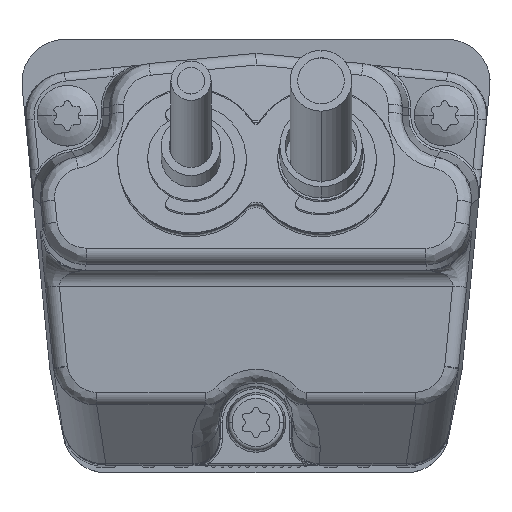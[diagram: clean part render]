
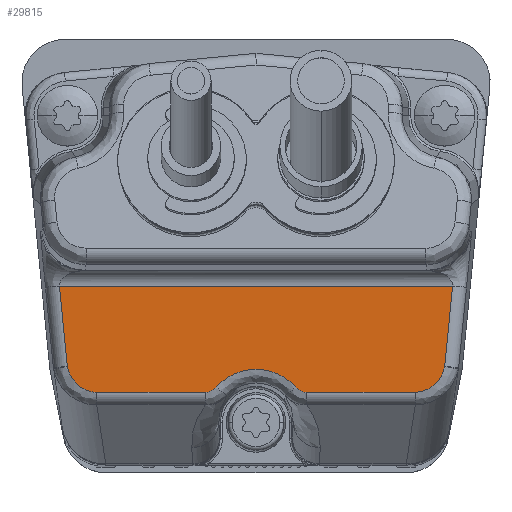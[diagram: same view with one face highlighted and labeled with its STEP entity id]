
A CAD part, top view. The second image highlights one B-rep face of the part: STEP entity #29815.
In plain terms, the highlighted planar face has unit normal (0, -0.035, 0.999).
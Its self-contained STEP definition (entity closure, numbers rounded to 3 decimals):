
#1396=DIRECTION('',(0.194,0.98,0.034));
#1397=VECTOR('',#1396,0.023);
#1398=CARTESIAN_POINT('',(17.407,-9.861,59.391));
#1399=LINE('',#1398,#1397);
#1400=CARTESIAN_POINT('',(14.701,-12.241,59.307));
#1401=CARTESIAN_POINT('',(14.905,-12.24,59.307));
#1402=CARTESIAN_POINT('',(15.306,-12.192,59.309));
#1403=CARTESIAN_POINT('',(15.896,-11.97,59.317));
#1404=CARTESIAN_POINT('',(16.432,-11.607,59.33));
#1405=CARTESIAN_POINT('',(16.883,-11.119,59.347));
#1406=CARTESIAN_POINT('',(17.225,-10.524,59.367));
#1407=CARTESIAN_POINT('',(17.361,-10.091,59.383));
#1408=CARTESIAN_POINT('',(17.407,-9.861,59.391));
#1410=DIRECTION('',(1.,0.,0.));
#1411=VECTOR('',#1410,10.026);
#1412=CARTESIAN_POINT('',(4.674,-12.241,59.307));
#1413=LINE('',#1412,#1411);
#1414=CARTESIAN_POINT('',(3.65,-11.759,59.324));
#1415=CARTESIAN_POINT('',(3.719,-11.836,59.322));
#1416=CARTESIAN_POINT('',(3.866,-11.971,59.317));
#1417=CARTESIAN_POINT('',(4.125,-12.126,59.311));
#1418=CARTESIAN_POINT('',(4.399,-12.22,59.308));
#1419=CARTESIAN_POINT('',(4.582,-12.241,59.307));
#1420=CARTESIAN_POINT('',(4.674,-12.241,59.307));
#1422=CARTESIAN_POINT('',(-3.65,-11.759,
59.324));
#1423=CARTESIAN_POINT('',(-3.383,-11.463,
59.335));
#1424=CARTESIAN_POINT('',(-2.796,-10.951,
59.353));
#1425=CARTESIAN_POINT('',(-1.742,-10.402,
59.372));
#1426=CARTESIAN_POINT('',(-0.592,-10.122,
59.381));
#1427=CARTESIAN_POINT('',(0.592,-10.122,
59.381));
#1428=CARTESIAN_POINT('',(1.742,-10.402,59.372));
#1429=CARTESIAN_POINT('',(2.796,-10.951,59.353));
#1430=CARTESIAN_POINT('',(3.383,-11.463,59.335));
#1431=CARTESIAN_POINT('',(3.65,-11.759,59.324));
#1433=CARTESIAN_POINT('',(-4.674,-12.241,
59.307));
#1434=CARTESIAN_POINT('',(-4.582,-12.241,
59.307));
#1435=CARTESIAN_POINT('',(-4.399,-12.22,
59.308));
#1436=CARTESIAN_POINT('',(-4.125,-12.126,
59.311));
#1437=CARTESIAN_POINT('',(-3.866,-11.971,
59.317));
#1438=CARTESIAN_POINT('',(-3.719,-11.836,
59.322));
#1439=CARTESIAN_POINT('',(-3.65,-11.759,
59.324));
#1441=DIRECTION('',(1.,0.,0.));
#1442=VECTOR('',#1441,10.026);
#1443=CARTESIAN_POINT('',(-14.701,-12.241,
59.307));
#1444=LINE('',#1443,#1442);
#1445=CARTESIAN_POINT('',(-17.407,-9.861,
59.391));
#1446=CARTESIAN_POINT('',(-17.361,-10.091,
59.383));
#1447=CARTESIAN_POINT('',(-17.225,-10.524,
59.367));
#1448=CARTESIAN_POINT('',(-16.883,-11.119,
59.347));
#1449=CARTESIAN_POINT('',(-16.432,-11.607,
59.33));
#1450=CARTESIAN_POINT('',(-15.896,-11.97,
59.317));
#1451=CARTESIAN_POINT('',(-15.306,-12.192,
59.309));
#1452=CARTESIAN_POINT('',(-14.905,-12.24,
59.307));
#1453=CARTESIAN_POINT('',(-14.701,-12.241,
59.307));
#1455=DIRECTION('',(0.194,-0.98,-0.034));
#1456=VECTOR('',#1455,0.023);
#1457=CARTESIAN_POINT('',(-17.411,-9.839,
59.391));
#1458=LINE('',#1457,#1456);
#1459=DIRECTION('',(-1.,0.,0.));
#1460=VECTOR('',#1459,36.27);
#1461=CARTESIAN_POINT('',(18.135,-2.448,59.649));
#1462=LINE('',#1461,#1460);
#1501=DIRECTION('',(0.097,-0.995,-0.035));
#1502=VECTOR('',#1501,7.431);
#1503=CARTESIAN_POINT('',(-18.135,-2.448,
59.649));
#1504=LINE('',#1503,#1502);
#2790=DIRECTION('',(0.097,0.995,0.035));
#2791=VECTOR('',#2790,7.431);
#2792=CARTESIAN_POINT('',(17.411,-9.839,59.391));
#2793=LINE('',#2792,#2791);
#19214=VERTEX_POINT('',#1400);
#19215=VERTEX_POINT('',#1408);
#19216=CARTESIAN_POINT('',(4.674,-12.241,
59.307));
#19217=VERTEX_POINT('',#19216);
#19220=VERTEX_POINT('',#1422);
#19221=VERTEX_POINT('',#1431);
#19224=CARTESIAN_POINT('',(-14.701,-12.241,
59.307));
#19225=CARTESIAN_POINT('',(-4.674,-12.241,
59.307));
#19226=VERTEX_POINT('',#19224);
#19227=VERTEX_POINT('',#19225);
#19232=VERTEX_POINT('',#1445);
#19254=CARTESIAN_POINT('',(18.135,-2.448,
59.649));
#19256=VERTEX_POINT('',#19254);
#19258=CARTESIAN_POINT('',(-18.135,-2.448,
59.649));
#19260=VERTEX_POINT('',#19258);
#19266=CARTESIAN_POINT('',(-17.411,-9.839,
59.391));
#19267=VERTEX_POINT('',#19266);
#19268=CARTESIAN_POINT('',(17.411,-9.839,
59.391));
#19269=VERTEX_POINT('',#19268);
#29786=CARTESIAN_POINT('',(20.756,-1.,59.7));
#29787=DIRECTION('',(0.,0.035,-0.999));
#29788=DIRECTION('',(1.,0.,0.));
#29789=AXIS2_PLACEMENT_3D('',#29786,#29787,#29788);
#29790=PLANE('',#29789);
#29792=ORIENTED_EDGE('',*,*,#29791,.F.);
#29794=ORIENTED_EDGE('',*,*,#29793,.F.);
#29796=ORIENTED_EDGE('',*,*,#29795,.F.);
#29798=ORIENTED_EDGE('',*,*,#29797,.F.);
#29800=ORIENTED_EDGE('',*,*,#29799,.F.);
#29802=ORIENTED_EDGE('',*,*,#29801,.F.);
#29804=ORIENTED_EDGE('',*,*,#29803,.F.);
#29806=ORIENTED_EDGE('',*,*,#29805,.F.);
#29808=ORIENTED_EDGE('',*,*,#29807,.F.);
#29809=ORIENTED_EDGE('',*,*,#29777,.F.);
#29810=ORIENTED_EDGE('',*,*,#29735,.F.);
#29812=ORIENTED_EDGE('',*,*,#29811,.F.);
#29813=EDGE_LOOP('',(#29792,#29794,#29796,#29798,#29800,#29802,#29804,#29806,
#29808,#29809,#29810,#29812));
#29814=FACE_OUTER_BOUND('',#29813,.F.);
#1409=B_SPLINE_CURVE_WITH_KNOTS('',3,(#1400,#1401,#1402,#1403,#1404,#1405,#1406,
#1407,#1408),.UNSPECIFIED.,.F.,.F.,(4,1,1,1,1,1,4),(0.,0.167,
0.333,0.5,0.667,0.833,1.),
.UNSPECIFIED.);
#1421=B_SPLINE_CURVE_WITH_KNOTS('',3,(#1414,#1415,#1416,#1417,#1418,#1419,
#1420),.UNSPECIFIED.,.F.,.F.,(4,1,1,1,4),(0.,0.25,0.5,0.75,1.),
.UNSPECIFIED.);
#1432=B_SPLINE_CURVE_WITH_KNOTS('',3,(#1422,#1423,#1424,#1425,#1426,#1427,#1428,
#1429,#1430,#1431),.UNSPECIFIED.,.F.,.F.,(4,1,1,1,1,1,1,4),(0.,
0.143,0.286,0.429,0.571,
0.714,0.857,1.),.UNSPECIFIED.);
#1440=B_SPLINE_CURVE_WITH_KNOTS('',3,(#1433,#1434,#1435,#1436,#1437,#1438,
#1439),.UNSPECIFIED.,.F.,.F.,(4,1,1,1,4),(0.,0.25,0.5,0.75,1.),
.UNSPECIFIED.);
#1454=B_SPLINE_CURVE_WITH_KNOTS('',3,(#1445,#1446,#1447,#1448,#1449,#1450,#1451,
#1452,#1453),.UNSPECIFIED.,.F.,.F.,(4,1,1,1,1,1,4),(0.,0.167,
0.333,0.5,0.667,0.833,1.),
.UNSPECIFIED.);
#29735=EDGE_CURVE('',#19267,#19232,#1458,.T.);
#29777=EDGE_CURVE('',#19232,#19226,#1454,.T.);
#29791=EDGE_CURVE('',#19256,#19260,#1462,.T.);
#29793=EDGE_CURVE('',#19269,#19256,#2793,.T.);
#29795=EDGE_CURVE('',#19215,#19269,#1399,.T.);
#29797=EDGE_CURVE('',#19214,#19215,#1409,.T.);
#29799=EDGE_CURVE('',#19217,#19214,#1413,.T.);
#29801=EDGE_CURVE('',#19221,#19217,#1421,.T.);
#29803=EDGE_CURVE('',#19220,#19221,#1432,.T.);
#29805=EDGE_CURVE('',#19227,#19220,#1440,.T.);
#29807=EDGE_CURVE('',#19226,#19227,#1444,.T.);
#29811=EDGE_CURVE('',#19260,#19267,#1504,.T.);
#29815=ADVANCED_FACE('',(#29814),#29790,.F.);
